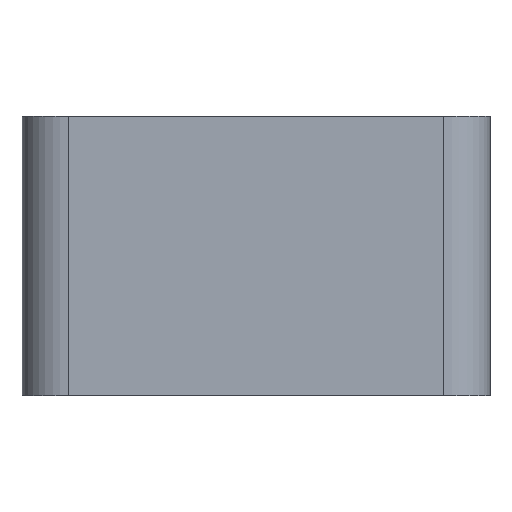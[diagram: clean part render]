
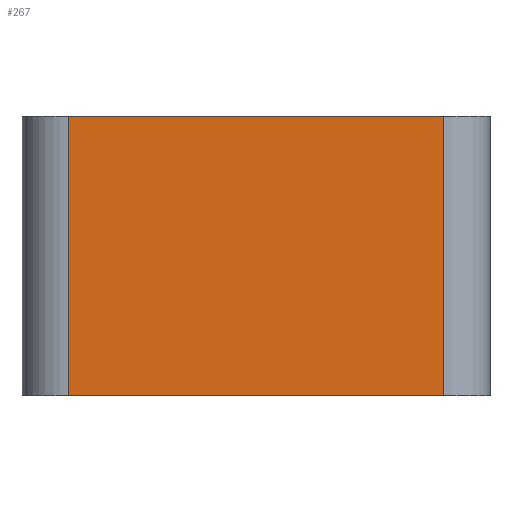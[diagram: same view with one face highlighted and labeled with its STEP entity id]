
A CAD part, front view. The second image highlights one B-rep face of the part: STEP entity #267.
In plain terms, the highlighted planar face has unit normal (0, -1, 0).
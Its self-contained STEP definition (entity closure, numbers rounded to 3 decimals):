
#39=FACE_OUTER_BOUND('',#54,.T.);
#54=EDGE_LOOP('',(#223,#224,#225,#226));
#77=LINE('',#433,#105);
#82=LINE('',#449,#110);
#83=LINE('',#453,#111);
#84=LINE('',#454,#112);
#105=VECTOR('',#353,10.);
#110=VECTOR('',#370,10.);
#111=VECTOR('',#375,10.);
#112=VECTOR('',#376,10.);
#130=VERTEX_POINT('',#430);
#131=VERTEX_POINT('',#432);
#136=VERTEX_POINT('',#448);
#137=VERTEX_POINT('',#452);
#160=EDGE_CURVE('',#130,#131,#77,.T.);
#168=EDGE_CURVE('',#131,#136,#82,.T.);
#170=EDGE_CURVE('',#137,#130,#83,.T.);
#171=EDGE_CURVE('',#136,#137,#84,.T.);
#223=ORIENTED_EDGE('',*,*,#168,.F.);
#224=ORIENTED_EDGE('',*,*,#160,.F.);
#225=ORIENTED_EDGE('',*,*,#170,.F.);
#226=ORIENTED_EDGE('',*,*,#171,.F.);
#254=PLANE('',#308);
#267=ADVANCED_FACE('',(#39),#254,.T.);
#308=AXIS2_PLACEMENT_3D('',#451,#373,#374);
#353=DIRECTION('',(-1.,0.,0.));
#370=DIRECTION('',(0.,0.,1.));
#373=DIRECTION('center_axis',(0.,-1.,0.));
#374=DIRECTION('ref_axis',(-1.,0.,0.));
#375=DIRECTION('',(0.,0.,-1.));
#376=DIRECTION('',(1.,0.,0.));
#430=CARTESIAN_POINT('',(40.25,-89.75,-60.));
#432=CARTESIAN_POINT('',(-40.25,-89.75,-60.));
#433=CARTESIAN_POINT('',(-50.25,-89.75,-60.));
#448=CARTESIAN_POINT('',(-40.25,-89.75,0.));
#449=CARTESIAN_POINT('',(-40.25,-89.75,0.));
#451=CARTESIAN_POINT('Origin',(50.25,-89.75,0.));
#452=CARTESIAN_POINT('',(40.25,-89.75,0.));
#453=CARTESIAN_POINT('',(40.25,-89.75,0.));
#454=CARTESIAN_POINT('',(-50.25,-89.75,0.));
